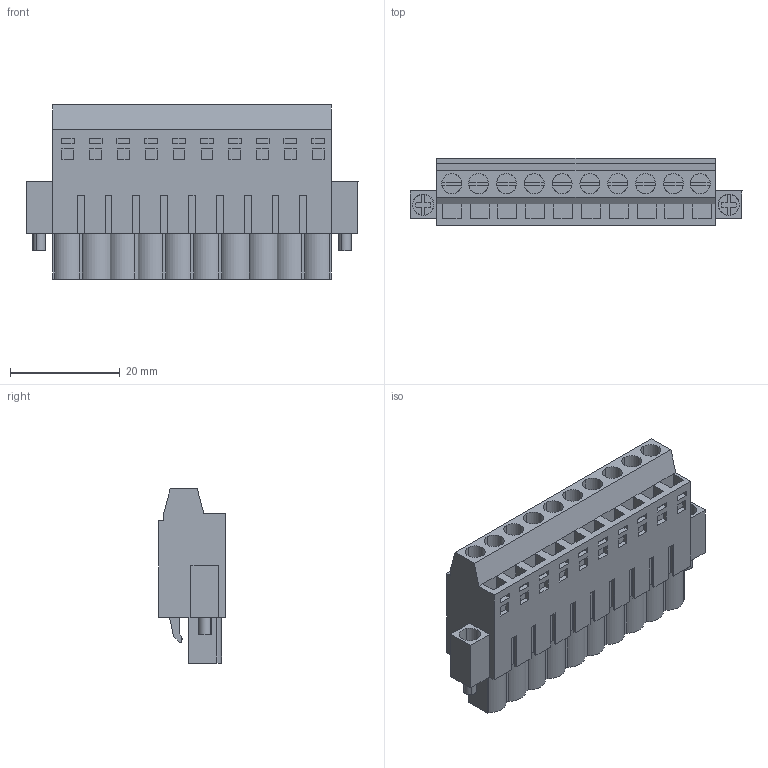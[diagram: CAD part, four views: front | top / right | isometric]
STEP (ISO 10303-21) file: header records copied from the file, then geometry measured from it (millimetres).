
FILE_DESCRIPTION(('CATIA V5 STEP Exchange','CAx-IF Rec.Pracs.--- Model Styling and Organization---1.2---2011-12-15'),'2;1');
FILE_NAME ('D1457368_0_1844300000_1844300000.stp','2017-10-31T20:13:32+00:00',('none'),('Weidmueller'),'CATIA Version 5-6 Release 2014','CATIA V5 STEP AP214','none');
FILE_SCHEMA(('AUTOMOTIVE_DESIGN { 1 0 10303 214 1 1 1 1 }'));
Length unit declared in the file: millimetre
Products named in the file (1): 1844300000
Bounding box: 60.6 x 12.2 x 31.8 mm (x, y, z)
Volume: 14045.6 mm3; surface area: 8488 mm2
Topology: 13 solids, 13 shells, 715 faces, 1972 edges, 1341 vertices
Faces by surface type: plane 607, cylinder 108
Entity records: 21975 total; most frequent: CARTESIAN_POINT 4034, ORIENTED_EDGE 3944, DIRECTION 2887, EDGE_CURVE 1972, VECTOR 1708, LINE 1708, VERTEX_POINT 1341, EDGE_LOOP 777
